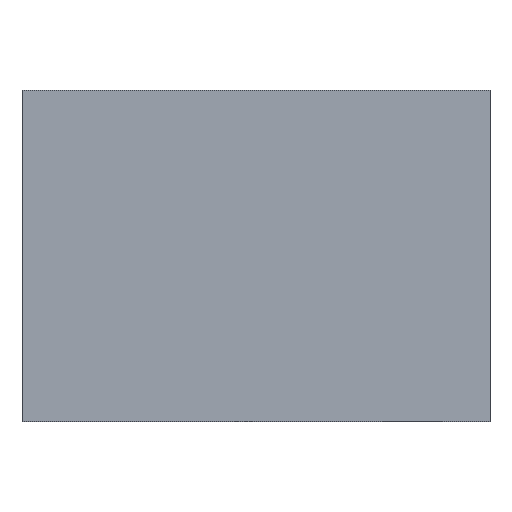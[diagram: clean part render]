
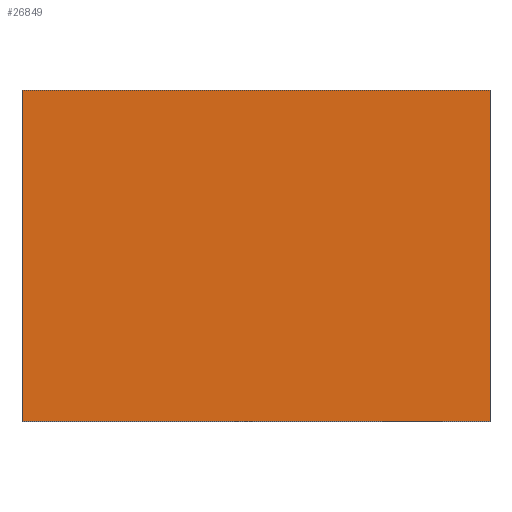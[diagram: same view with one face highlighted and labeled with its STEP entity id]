
A CAD part, top view. The second image highlights one B-rep face of the part: STEP entity #26849.
In plain terms, the highlighted planar face has unit normal (0, 0, 1).
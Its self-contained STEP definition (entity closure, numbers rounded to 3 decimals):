
#464 = AXIS2_PLACEMENT_3D ( 'NONE', #34171, #8431, #33773 ) ;
#2037 = ORIENTED_EDGE ( 'NONE', *, *, #31001, .T. ) ;
#2249 = VERTEX_POINT ( 'NONE', #5449 ) ;
#3129 = DIRECTION ( 'NONE',  ( 1., 0., 0. ) ) ;
#5449 = CARTESIAN_POINT ( 'NONE',  ( 95.853, 23.4, 10.589 ) ) ;
#6751 = EDGE_CURVE ( 'NONE', #25722, #2249, #18874, .T. ) ;
#8431 = DIRECTION ( 'NONE',  ( 0., 0., -1. ) ) ;
#8479 = ORIENTED_EDGE ( 'NONE', *, *, #6751, .T. ) ;
#9456 = VECTOR ( 'NONE', #19366, 1000. ) ;
#13555 = EDGE_LOOP ( 'NONE', ( #19123, #8479, #13934, #2037 ) ) ;
#13934 = ORIENTED_EDGE ( 'NONE', *, *, #33279, .T. ) ;
#14704 = CARTESIAN_POINT ( 'NONE',  ( 95.853, 74.644, 10.589 ) ) ;
#16423 = CARTESIAN_POINT ( 'NONE',  ( 23.4, 23.4, 10.589 ) ) ;
#16673 = CARTESIAN_POINT ( 'NONE',  ( 23.4, 74.644, 10.589 ) ) ;
#17606 = LINE ( 'NONE', #16423, #25075 ) ;
#18218 = VECTOR ( 'NONE', #27376, 1000. ) ;
#18369 = FACE_OUTER_BOUND ( 'NONE', #13555, .T. ) ;
#18874 = LINE ( 'NONE', #37626, #23665 ) ;
#19123 = ORIENTED_EDGE ( 'NONE', *, *, #27502, .T. ) ;
#19366 = DIRECTION ( 'NONE',  ( -1., 0., 0. ) ) ;
#20629 = CARTESIAN_POINT ( 'NONE',  ( 23.4, 23.4, 10.589 ) ) ;
#23302 = VERTEX_POINT ( 'NONE', #34586 ) ;
#23665 = VECTOR ( 'NONE', #3129, 1000. ) ;
#24677 = LINE ( 'NONE', #14704, #18218 ) ;
#24814 = CARTESIAN_POINT ( 'NONE',  ( 95.853, 74.644, 10.589 ) ) ;
#25075 = VECTOR ( 'NONE', #29510, 1000. ) ;
#25722 = VERTEX_POINT ( 'NONE', #20629 ) ;
#26849 = ADVANCED_FACE ( 'NONE', ( #18369 ), #27299, .F. ) ;
#27299 = PLANE ( 'NONE',  #464 ) ;
#27376 = DIRECTION ( 'NONE',  ( 0., 1., 0. ) ) ;
#27502 = EDGE_CURVE ( 'NONE', #23302, #25722, #17606, .T. ) ;
#27964 = VERTEX_POINT ( 'NONE', #24814 ) ;
#29510 = DIRECTION ( 'NONE',  ( 0., -1., 0. ) ) ;
#31001 = EDGE_CURVE ( 'NONE', #27964, #23302, #35190, .T. ) ;
#33279 = EDGE_CURVE ( 'NONE', #2249, #27964, #24677, .T. ) ;
#33773 = DIRECTION ( 'NONE',  ( 0., -1., 0. ) ) ;
#34171 = CARTESIAN_POINT ( 'NONE',  ( 0., 0., 10.589 ) ) ;
#34586 = CARTESIAN_POINT ( 'NONE',  ( 23.4, 74.644, 10.589 ) ) ;
#35190 = LINE ( 'NONE', #16673, #9456 ) ;
#37626 = CARTESIAN_POINT ( 'NONE',  ( 95.853, 23.4, 10.589 ) ) ;
